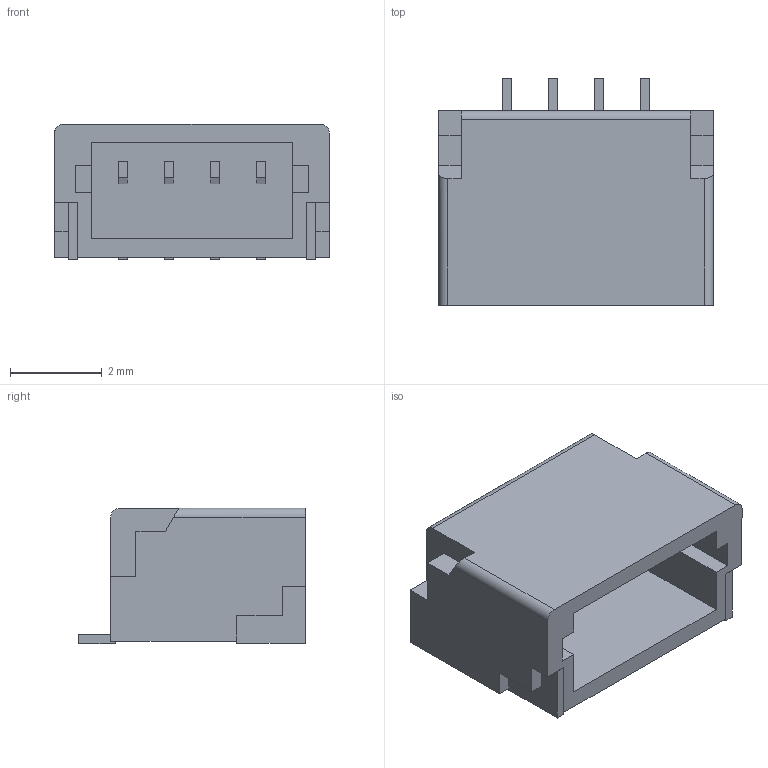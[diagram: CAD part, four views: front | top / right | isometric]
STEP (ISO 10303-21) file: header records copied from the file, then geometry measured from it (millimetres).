
FILE_DESCRIPTION(/* description */ (''),/* implementation_level */ '2;1');
FILE_NAME(/* name */ '2.stp',/* time_stamp */ '2023-05-31T17:48:14+03:00',/* author */ ('k'),/* organization */ (''),/* preprocessor_version */ 'ST-DEVELOPER v15.6',/* originating_system */ 'Autodesk Inventor 2015',/* authorisation */ '');
FILE_SCHEMA (('AUTOMOTIVE_DESIGN { 1 0 10303 214 3 1 1 }'));
Length unit declared in the file: millimetre
Products named in the file (6): 1; SM04B-SRSS-TB; 2; JST Logo Adjustable
Bounding box: 6 x 4.95 x 2.96 mm (x, y, z)
Volume: 44 mm3; surface area: 177.8 mm2
Topology: 12 solids, 12 shells, 134 faces, 327 edges, 218 vertices
Faces by surface type: plane 124, cylinder 10
Entity records: 4157 total; most frequent: CARTESIAN_POINT 690, ORIENTED_EDGE 654, DIRECTION 637, EDGE_CURVE 327, LINE 307, VECTOR 307, VERTEX_POINT 218, AXIS2_PLACEMENT_3D 165
